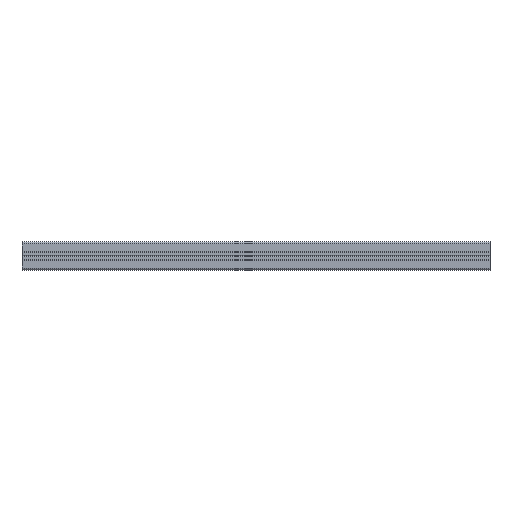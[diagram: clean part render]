
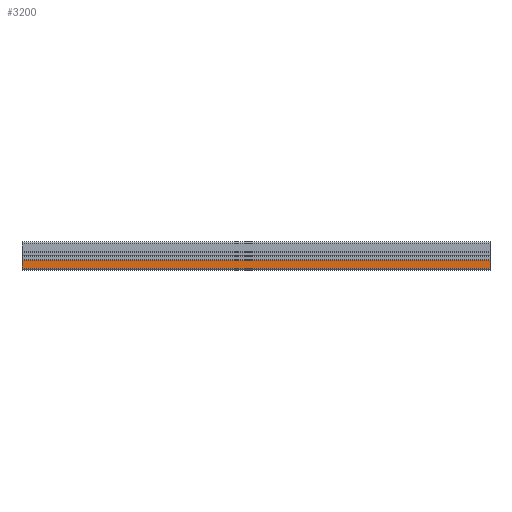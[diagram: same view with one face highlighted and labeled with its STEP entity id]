
A CAD part, left-side view. The second image highlights one B-rep face of the part: STEP entity #3200.
In plain terms, the highlighted planar face has unit normal (-1, 0, 0).
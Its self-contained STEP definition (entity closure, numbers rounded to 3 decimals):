
#244=FACE_OUTER_BOUND('',#410,.T.);
#410=EDGE_LOOP('',(#2163,#2164,#2165,#2166));
#604=LINE('',#4721,#960);
#605=LINE('',#4725,#961);
#606=LINE('',#4727,#962);
#607=LINE('',#4728,#963);
#960=VECTOR('',#3754,500.);
#961=VECTOR('',#3759,8.25);
#962=VECTOR('',#3760,500.);
#963=VECTOR('',#3761,8.25);
#1313=VERTEX_POINT('',#4718);
#1314=VERTEX_POINT('',#4720);
#1315=VERTEX_POINT('',#4724);
#1316=VERTEX_POINT('',#4726);
#1655=EDGE_CURVE('',#1314,#1313,#604,.T.);
#1657=EDGE_CURVE('',#1315,#1313,#605,.T.);
#1658=EDGE_CURVE('',#1316,#1315,#606,.T.);
#1659=EDGE_CURVE('',#1316,#1314,#607,.T.);
#2163=ORIENTED_EDGE('',*,*,#1657,.F.);
#2164=ORIENTED_EDGE('',*,*,#1658,.F.);
#2165=ORIENTED_EDGE('',*,*,#1659,.T.);
#2166=ORIENTED_EDGE('',*,*,#1655,.T.);
#3096=PLANE('',#3392);
#3200=ADVANCED_FACE('',(#244),#3096,.T.);
#3392=AXIS2_PLACEMENT_3D('',#4723,#3757,#3758);
#3754=DIRECTION('',(0.,-1.,0.));
#3757=DIRECTION('center_axis',(-1.,0.,0.));
#3758=DIRECTION('ref_axis',(0.,-1.,0.));
#3759=DIRECTION('',(0.,0.,-1.));
#3760=DIRECTION('',(0.,-1.,0.));
#3761=DIRECTION('',(0.,0.,-1.));
#4718=CARTESIAN_POINT('',(-15.,-250.,-13.));
#4720=CARTESIAN_POINT('',(-15.,250.,-13.));
#4721=CARTESIAN_POINT('',(-15.,250.,-13.));
#4723=CARTESIAN_POINT('Origin',(-15.,250.,-13.));
#4724=CARTESIAN_POINT('',(-15.,-250.,-4.75));
#4725=CARTESIAN_POINT('',(-15.,-250.,-4.75));
#4726=CARTESIAN_POINT('',(-15.,250.,-4.75));
#4727=CARTESIAN_POINT('',(-15.,250.,-4.75));
#4728=CARTESIAN_POINT('',(-15.,250.,-4.75));
